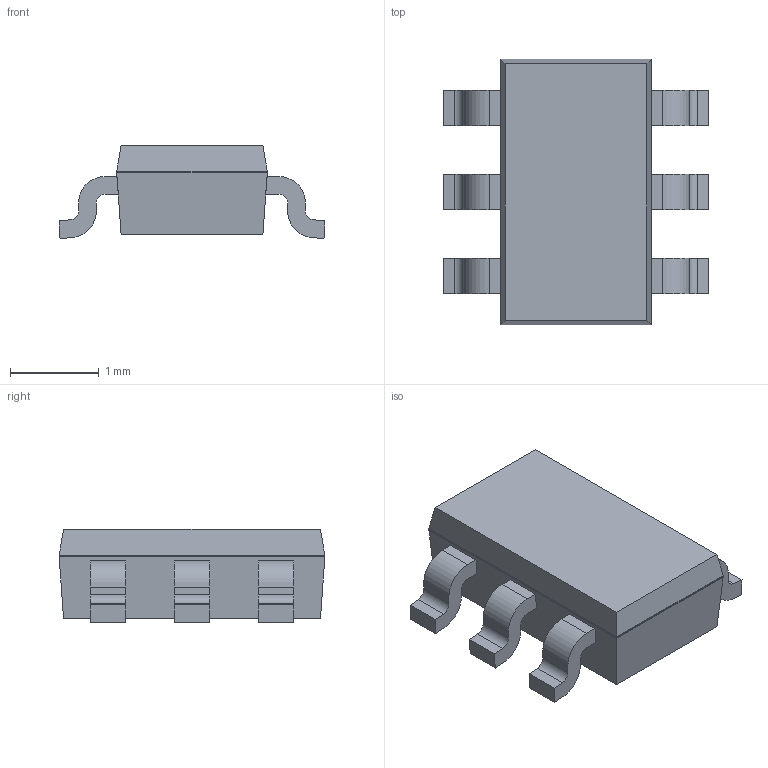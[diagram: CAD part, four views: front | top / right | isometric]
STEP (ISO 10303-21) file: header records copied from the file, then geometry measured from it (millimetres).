
FILE_DESCRIPTION(('FreeCAD Model'),'2;1');
FILE_NAME( 'SSOT-6.step', '2017-08-04T10:46:16',('kicad StepUp'),('ksu MCAD'), 'Open CASCADE STEP processor 6.8','FreeCAD','Unknown');
FILE_SCHEMA(('AUTOMOTIVE_DESIGN_CC2 { 1 2 10303 214 -1 1 5 4 }'));
Length unit declared in the file: millimetre
Products named in the file (1): SSOT-6
Bounding box: 3 x 3 x 1.05 mm (x, y, z)
Volume: 5.3 mm3; surface area: 25.6 mm2
Topology: 1 solids, 1 shells, 98 faces, 260 edges, 170 vertices
Faces by surface type: plane 74, cylinder 24
Entity records: 3711 total; most frequent: CARTESIAN_POINT 529, ORIENTED_EDGE 520, DIRECTION 506, EDGE_CURVE 260, LINE 212, VECTOR 212, VERTEX_POINT 170, AXIS2_PLACEMENT_3D 147
